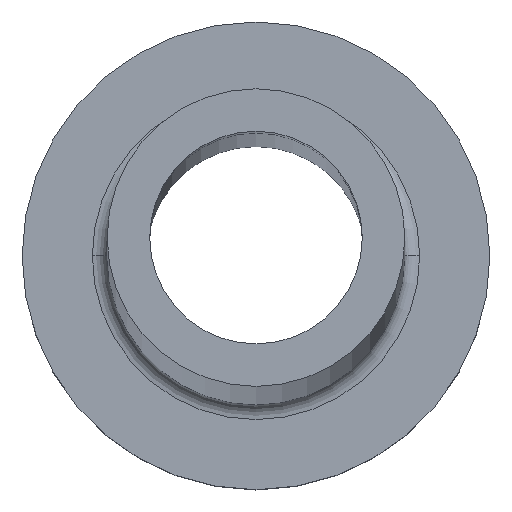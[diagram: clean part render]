
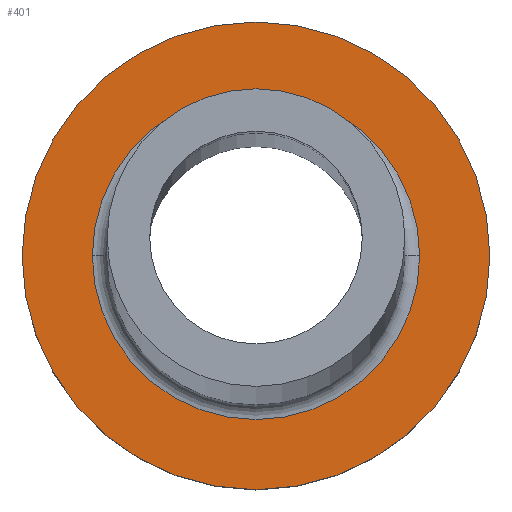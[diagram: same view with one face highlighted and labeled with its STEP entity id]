
A CAD part, top view. The second image highlights one B-rep face of the part: STEP entity #401.
In plain terms, the highlighted planar face has unit normal (0, 0, 1).
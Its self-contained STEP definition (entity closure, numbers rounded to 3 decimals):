
#12 = DIRECTION ( 'NONE',  ( 0., 0., 1. ) ) ;
#19 = DIRECTION ( 'NONE',  ( 1., 0., 0. ) ) ;
#21 = VERTEX_POINT ( 'NONE', #135 ) ;
#26 = DIRECTION ( 'NONE',  ( 1., 0., 0. ) ) ;
#36 = ORIENTED_EDGE ( 'NONE', *, *, #421, .T. ) ;
#45 = FACE_OUTER_BOUND ( 'NONE', #55, .T. ) ;
#55 = EDGE_LOOP ( 'NONE', ( #459, #254 ) ) ;
#58 = DIRECTION ( 'NONE',  ( 1., 0., 0. ) ) ;
#87 = CARTESIAN_POINT ( 'NONE',  ( 0., 0., 7. ) ) ;
#97 = CARTESIAN_POINT ( 'NONE',  ( 0., 0., 7. ) ) ;
#101 = CIRCLE ( 'NONE', #278, 11. ) ;
#102 = DIRECTION ( 'NONE',  ( 0., 0., -1. ) ) ;
#107 = AXIS2_PLACEMENT_3D ( 'NONE', #172, #211, #357 ) ;
#108 = AXIS2_PLACEMENT_3D ( 'NONE', #97, #203, #348 ) ;
#120 = VERTEX_POINT ( 'NONE', #178 ) ;
#135 = CARTESIAN_POINT ( 'NONE',  ( 7.7, 0., 7. ) ) ;
#172 = CARTESIAN_POINT ( 'NONE',  ( 0., 0., 7. ) ) ;
#178 = CARTESIAN_POINT ( 'NONE',  ( -7.7, 0., 7. ) ) ;
#184 = CIRCLE ( 'NONE', #108, 7.7 ) ;
#187 = EDGE_CURVE ( 'NONE', #188, #394, #101, .T. ) ;
#188 = VERTEX_POINT ( 'NONE', #385 ) ;
#193 = ORIENTED_EDGE ( 'NONE', *, *, #435, .T. ) ;
#195 = EDGE_CURVE ( 'NONE', #394, #188, #308, .T. ) ;
#196 = FACE_BOUND ( 'NONE', #448, .T. ) ;
#203 = DIRECTION ( 'NONE',  ( 0., 0., -1. ) ) ;
#211 = DIRECTION ( 'NONE',  ( 0., 0., 1. ) ) ;
#218 = CIRCLE ( 'NONE', #334, 7.7 ) ;
#254 = ORIENTED_EDGE ( 'NONE', *, *, #195, .T. ) ;
#278 = AXIS2_PLACEMENT_3D ( 'NONE', #314, #279, #26 ) ;
#279 = DIRECTION ( 'NONE',  ( 0., 0., 1. ) ) ;
#308 = CIRCLE ( 'NONE', #107, 11. ) ;
#314 = CARTESIAN_POINT ( 'NONE',  ( 0., 0., 7. ) ) ;
#334 = AXIS2_PLACEMENT_3D ( 'NONE', #380, #102, #19 ) ;
#348 = DIRECTION ( 'NONE',  ( 1., 0., 0. ) ) ;
#357 = DIRECTION ( 'NONE',  ( 1., 0., 0. ) ) ;
#369 = PLANE ( 'NONE',  #423 ) ;
#380 = CARTESIAN_POINT ( 'NONE',  ( 0., 0., 7. ) ) ;
#385 = CARTESIAN_POINT ( 'NONE',  ( -11., 0., 7. ) ) ;
#394 = VERTEX_POINT ( 'NONE', #458 ) ;
#401 = ADVANCED_FACE ( 'NONE', ( #196, #45 ), #369, .T. ) ;
#421 = EDGE_CURVE ( 'NONE', #120, #21, #184, .T. ) ;
#423 = AXIS2_PLACEMENT_3D ( 'NONE', #87, #12, #58 ) ;
#435 = EDGE_CURVE ( 'NONE', #21, #120, #218, .T. ) ;
#448 = EDGE_LOOP ( 'NONE', ( #193, #36 ) ) ;
#458 = CARTESIAN_POINT ( 'NONE',  ( 11., 0., 7. ) ) ;
#459 = ORIENTED_EDGE ( 'NONE', *, *, #187, .T. ) ;
